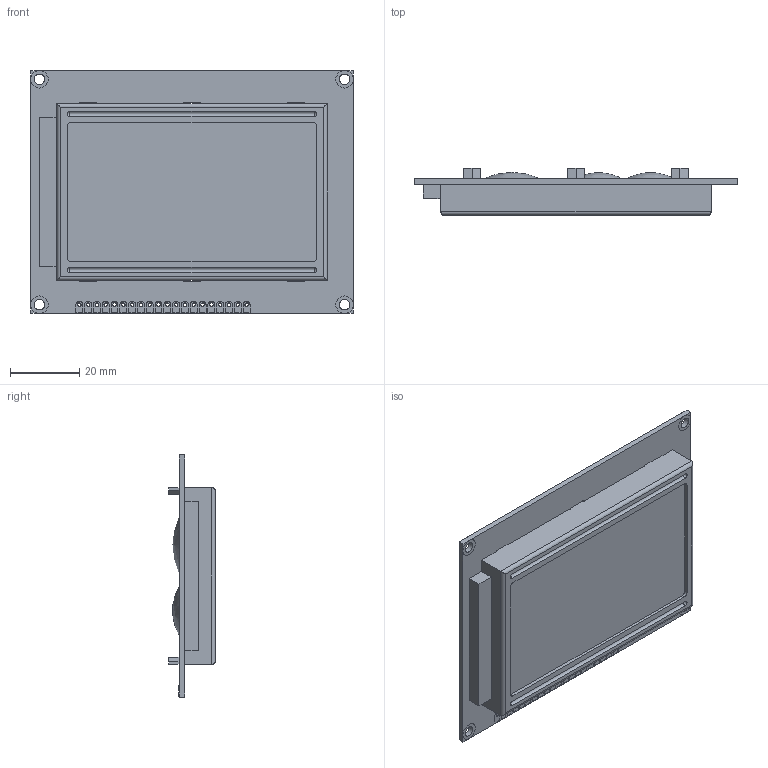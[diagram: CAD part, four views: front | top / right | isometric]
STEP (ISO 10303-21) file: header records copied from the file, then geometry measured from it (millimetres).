
FILE_DESCRIPTION(('FreeCAD Model'),'2;1');
FILE_NAME('LCD12864_st7920.step', '2018-06-06T13:32:33',('DLT'),('Alex 382107'), 'Open CASCADE STEP processor 6.8','FreeCAD','Unknown');
FILE_SCHEMA(('AUTOMOTIVE_DESIGN_CC2 { 1 2 10303 214 -1 1 5 4 }'));
Length unit declared in the file: millimetre
Products named in the file (4): 003; LED; 002; 001
Bounding box: 93 x 13.5 x 70 mm (x, y, z)
Volume: 17540.7 mm3; surface area: 28041.7 mm2
Topology: 4 solids, 28 shells, 624 faces, 1451 edges, 929 vertices
Faces by surface type: plane 367, cylinder 250, revolution 4, sphere 3
Full cylindrical faces by diameter (mm): 1 x60, 1.01 x20, 1.02 x20, 3 x20, 3.03 x4, 5 x8
Entity records: 41984 total; most frequent: CARTESIAN_POINT 9825, DIRECTION 5129, ORIENTED_EDGE 2902, PCURVE 2902, DEFINITIONAL_REPRESENTATION 2902, LINE 2860, VECTOR 2860, EDGE_CURVE 1451
